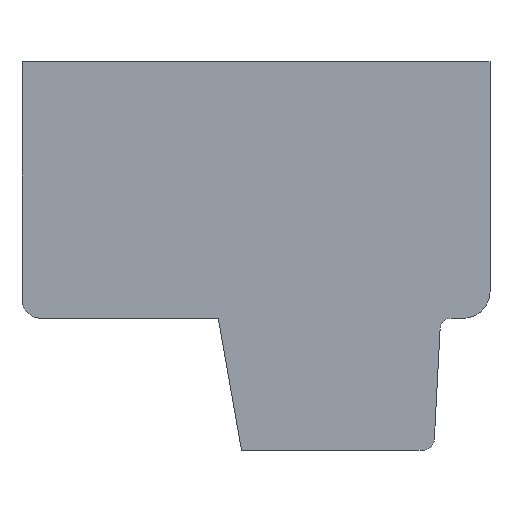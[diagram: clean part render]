
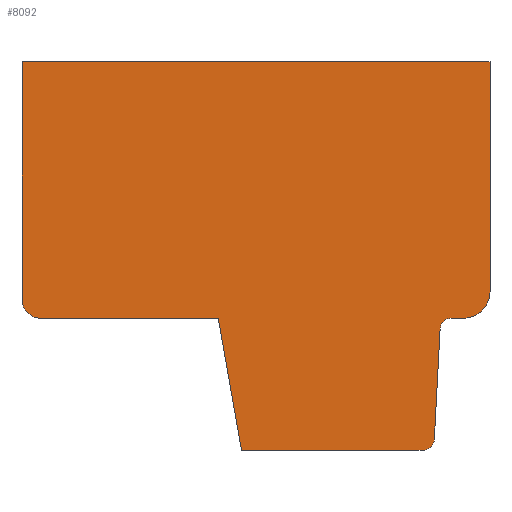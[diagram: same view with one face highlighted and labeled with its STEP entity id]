
A CAD part, front view. The second image highlights one B-rep face of the part: STEP entity #8092.
In plain terms, the highlighted planar face has unit normal (0, -1, 0).
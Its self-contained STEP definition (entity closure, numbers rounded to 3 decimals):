
#1=DIRECTION('',(0.,0.,1.));
#2=VECTOR('',#1,6.3);
#3=CARTESIAN_POINT('',(-6.2,0.,-1.15));
#4=LINE('',#3,#2);
#5=DIRECTION('',(1.,0.,0.));
#6=VECTOR('',#5,12.4);
#7=CARTESIAN_POINT('',(-6.2,0.,5.15));
#8=LINE('',#7,#6);
#9=DIRECTION('',(0.,0.,-1.));
#10=VECTOR('',#9,6.1);
#11=CARTESIAN_POINT('',(6.2,0.,5.15));
#12=LINE('',#11,#10);
#13=CARTESIAN_POINT('',(5.5,0.,-0.95));
#14=DIRECTION('',(0.,1.,0.));
#15=DIRECTION('',(1.,0.,0.));
#16=AXIS2_PLACEMENT_3D('',#13,#14,#15);
#18=DIRECTION('',(-1.,0.,0.));
#19=VECTOR('',#18,0.323);
#20=CARTESIAN_POINT('',(5.5,0.,-1.65));
#21=LINE('',#20,#19);
#22=CARTESIAN_POINT('',(5.177,0.,-1.95));
#23=DIRECTION('',(0.,-1.,0.));
#24=DIRECTION('',(0.,0.,1.));
#25=AXIS2_PLACEMENT_3D('',#22,#23,#24);
#27=DIRECTION('',(-0.052,0.,-0.999));
#28=VECTOR('',#27,2.904);
#29=CARTESIAN_POINT('',(4.877,0.,-1.95));
#30=LINE('',#29,#28);
#31=CARTESIAN_POINT('',(4.425,0.,-4.85));
#32=DIRECTION('',(0.,1.,0.));
#33=DIRECTION('',(1.,0.,0.));
#34=AXIS2_PLACEMENT_3D('',#31,#32,#33);
#36=DIRECTION('',(-1.,0.,0.));
#37=VECTOR('',#36,4.808);
#38=CARTESIAN_POINT('',(4.425,0.,-5.15));
#39=LINE('',#38,#37);
#40=DIRECTION('',(-0.174,0.,0.985));
#41=VECTOR('',#40,3.554);
#42=CARTESIAN_POINT('',(-0.383,0.,-5.15));
#43=LINE('',#42,#41);
#44=DIRECTION('',(-1.,0.,0.));
#45=VECTOR('',#44,4.7);
#46=CARTESIAN_POINT('',(-1.,0.,-1.65));
#47=LINE('',#46,#45);
#48=CARTESIAN_POINT('',(-5.7,0.,-1.15));
#49=DIRECTION('',(0.,1.,0.));
#50=DIRECTION('',(0.,0.,-1.));
#51=AXIS2_PLACEMENT_3D('',#48,#49,#50);
#6133=CARTESIAN_POINT('',(-6.2,0.,-1.15));
#6134=CARTESIAN_POINT('',(-6.2,0.,5.15));
#6135=VERTEX_POINT('',#6133);
#6136=VERTEX_POINT('',#6134);
#6137=CARTESIAN_POINT('',(6.2,0.,5.15));
#6138=VERTEX_POINT('',#6137);
#6139=CARTESIAN_POINT('',(6.2,0.,-0.95));
#6140=VERTEX_POINT('',#6139);
#6141=CARTESIAN_POINT('',(5.5,0.,-1.65));
#6142=VERTEX_POINT('',#6141);
#6143=CARTESIAN_POINT('',(5.177,0.,-1.65));
#6144=VERTEX_POINT('',#6143);
#6145=CARTESIAN_POINT('',(4.877,0.,-1.95));
#6146=VERTEX_POINT('',#6145);
#6147=CARTESIAN_POINT('',(4.725,0.,-4.85));
#6148=VERTEX_POINT('',#6147);
#6149=CARTESIAN_POINT('',(4.425,0.,-5.15));
#6150=VERTEX_POINT('',#6149);
#6151=CARTESIAN_POINT('',(-0.383,0.,-5.15));
#6152=VERTEX_POINT('',#6151);
#6153=CARTESIAN_POINT('',(-1.,0.,-1.65));
#6154=VERTEX_POINT('',#6153);
#6155=CARTESIAN_POINT('',(-5.7,0.,-1.65));
#6156=VERTEX_POINT('',#6155);
#8061=CARTESIAN_POINT('',(0.,0.,0.));
#8062=DIRECTION('',(0.,1.,0.));
#8063=DIRECTION('',(1.,0.,0.));
#8064=AXIS2_PLACEMENT_3D('',#8061,#8062,#8063);
#8065=PLANE('',#8064);
#8067=ORIENTED_EDGE('',*,*,#8066,.T.);
#8069=ORIENTED_EDGE('',*,*,#8068,.T.);
#8071=ORIENTED_EDGE('',*,*,#8070,.T.);
#8073=ORIENTED_EDGE('',*,*,#8072,.T.);
#8075=ORIENTED_EDGE('',*,*,#8074,.T.);
#8077=ORIENTED_EDGE('',*,*,#8076,.T.);
#8079=ORIENTED_EDGE('',*,*,#8078,.T.);
#8081=ORIENTED_EDGE('',*,*,#8080,.T.);
#8083=ORIENTED_EDGE('',*,*,#8082,.T.);
#8085=ORIENTED_EDGE('',*,*,#8084,.T.);
#8087=ORIENTED_EDGE('',*,*,#8086,.T.);
#8089=ORIENTED_EDGE('',*,*,#8088,.T.);
#8090=EDGE_LOOP('',(#8067,#8069,#8071,#8073,#8075,#8077,#8079,#8081,#8083,#8085,
#8087,#8089));
#8091=FACE_OUTER_BOUND('',#8090,.F.);
#8092=ADVANCED_FACE('',(#8091),#8065,.F.);
#17=CIRCLE('',#16,0.7);
#26=CIRCLE('',#25,0.3);
#35=CIRCLE('',#34,0.3);
#52=CIRCLE('',#51,0.5);
#8066=EDGE_CURVE('',#6135,#6136,#4,.T.);
#8068=EDGE_CURVE('',#6136,#6138,#8,.T.);
#8070=EDGE_CURVE('',#6138,#6140,#12,.T.);
#8072=EDGE_CURVE('',#6140,#6142,#17,.T.);
#8074=EDGE_CURVE('',#6142,#6144,#21,.T.);
#8076=EDGE_CURVE('',#6144,#6146,#26,.T.);
#8078=EDGE_CURVE('',#6146,#6148,#30,.T.);
#8080=EDGE_CURVE('',#6148,#6150,#35,.T.);
#8082=EDGE_CURVE('',#6150,#6152,#39,.T.);
#8084=EDGE_CURVE('',#6152,#6154,#43,.T.);
#8086=EDGE_CURVE('',#6154,#6156,#47,.T.);
#8088=EDGE_CURVE('',#6156,#6135,#52,.T.);
